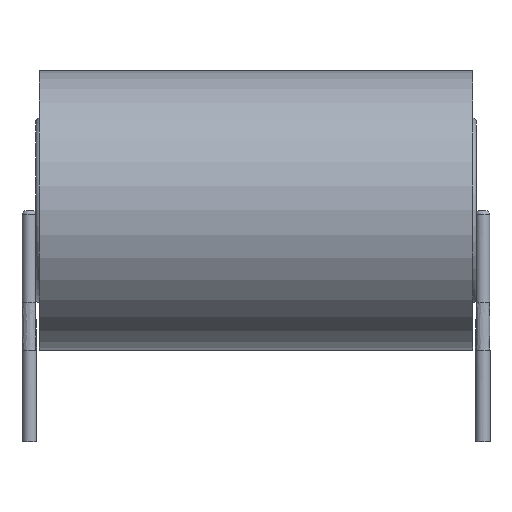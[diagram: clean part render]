
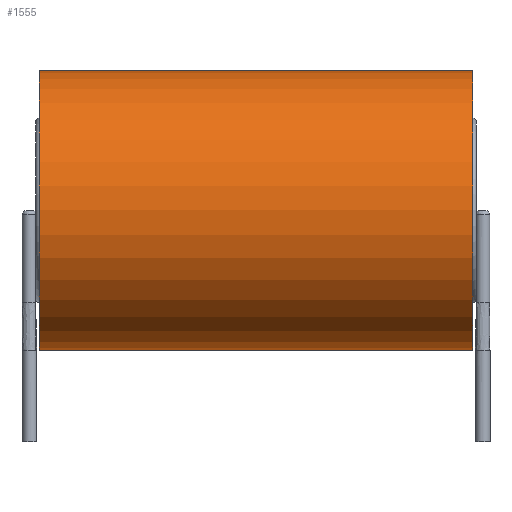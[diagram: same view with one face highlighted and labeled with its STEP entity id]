
A CAD part, left-side view. The second image highlights one B-rep face of the part: STEP entity #1555.
In plain terms, the highlighted cylindrical face has radius 7.65 mm (diameter 15.3 mm), a partial arc.
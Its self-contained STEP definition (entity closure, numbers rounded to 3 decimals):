
#113=FACE_OUTER_BOUND('',#211,.T.);
#211=EDGE_LOOP('',(#1086,#1087,#1088,#1089));
#314=CIRCLE('',#1681,7.65);
#316=CIRCLE('',#1686,7.65);
#421=LINE('',#2407,#551);
#422=LINE('',#2411,#552);
#551=VECTOR('',#1901,10.);
#552=VECTOR('',#1906,10.);
#676=VERTEX_POINT('',#2390);
#679=VERTEX_POINT('',#2395);
#682=VERTEX_POINT('',#2405);
#683=VERTEX_POINT('',#2409);
#837=EDGE_CURVE('',#679,#676,#314,.T.);
#842=EDGE_CURVE('',#679,#682,#421,.T.);
#843=EDGE_CURVE('',#683,#682,#316,.T.);
#844=EDGE_CURVE('',#676,#683,#422,.T.);
#1086=ORIENTED_EDGE('',*,*,#842,.T.);
#1087=ORIENTED_EDGE('',*,*,#843,.F.);
#1088=ORIENTED_EDGE('',*,*,#844,.F.);
#1089=ORIENTED_EDGE('',*,*,#837,.F.);
#1521=CYLINDRICAL_SURFACE('',#1685,7.65);
#1555=ADVANCED_FACE('',(#113),#1521,.T.);
#1681=AXIS2_PLACEMENT_3D('',#2397,#1890,#1891);
#1685=AXIS2_PLACEMENT_3D('',#2408,#1902,#1903);
#1686=AXIS2_PLACEMENT_3D('',#2410,#1904,#1905);
#1890=DIRECTION('center_axis',(0.,-1.,0.));
#1891=DIRECTION('ref_axis',(0.,0.,-1.));
#1901=DIRECTION('',(0.,1.,0.));
#1902=DIRECTION('center_axis',(0.,1.,0.));
#1903=DIRECTION('ref_axis',(0.,0.,-1.));
#1904=DIRECTION('center_axis',(0.,1.,0.));
#1905=DIRECTION('ref_axis',(0.,0.,-1.));
#1906=DIRECTION('',(0.,1.,0.));
#2390=CARTESIAN_POINT('',(-5.75,-11.85,0.));
#2395=CARTESIAN_POINT('',(-5.75,-11.85,15.3));
#2397=CARTESIAN_POINT('Origin',(-5.75,-11.85,7.65));
#2405=CARTESIAN_POINT('',(-5.75,11.85,15.3));
#2407=CARTESIAN_POINT('',(-5.75,0.,15.3));
#2408=CARTESIAN_POINT('Origin',(-5.75,0.,7.65));
#2409=CARTESIAN_POINT('',(-5.75,11.85,0.));
#2410=CARTESIAN_POINT('Origin',(-5.75,11.85,7.65));
#2411=CARTESIAN_POINT('',(-5.75,0.,0.));
